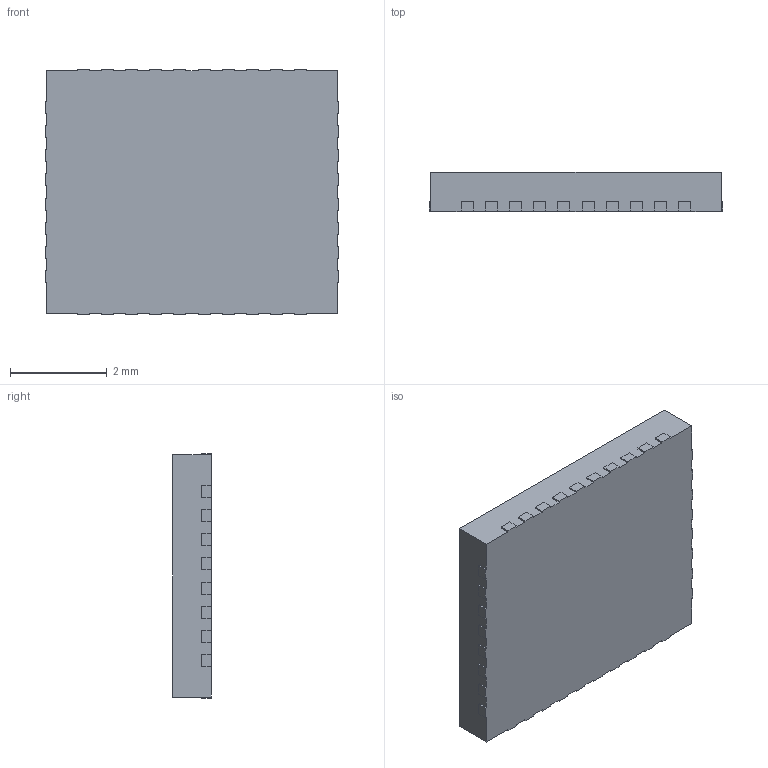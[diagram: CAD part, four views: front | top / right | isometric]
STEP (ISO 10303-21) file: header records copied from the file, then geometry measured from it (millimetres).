
FILE_DESCRIPTION (( 'STEP AP214' ), '1' );
FILE_NAME ('QFN 36 V1 050p.STEP', '2014-02-13T11:53:37', ( 'Master' ), ( '' ), 'SwSTEP 2.0', 'SolidWorks 2013', '' );
FILE_SCHEMA (( 'AUTOMOTIVE_DESIGN' ));
Length unit declared in the file: millimetre
Products named in the file (1): QFN 36 V1 050p
Bounding box: 6.06 x 0.8 x 5.06 mm (x, y, z)
Volume: 24 mm3; surface area: 78.8 mm2
Topology: 1 solids, 1 shells, 153 faces, 450 edges, 300 vertices
Faces by surface type: plane 151, cylinder 2
Entity records: 5121 total; most frequent: CARTESIAN_POINT 904, ORIENTED_EDGE 900, DIRECTION 762, EDGE_CURVE 450, VECTOR 446, LINE 446, VERTEX_POINT 300, AXIS2_PLACEMENT_3D 158
